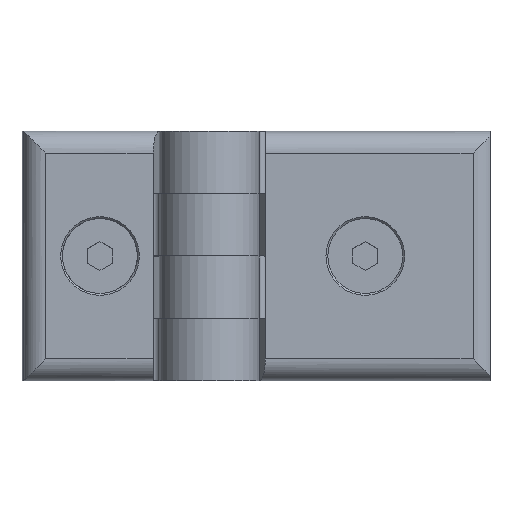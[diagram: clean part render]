
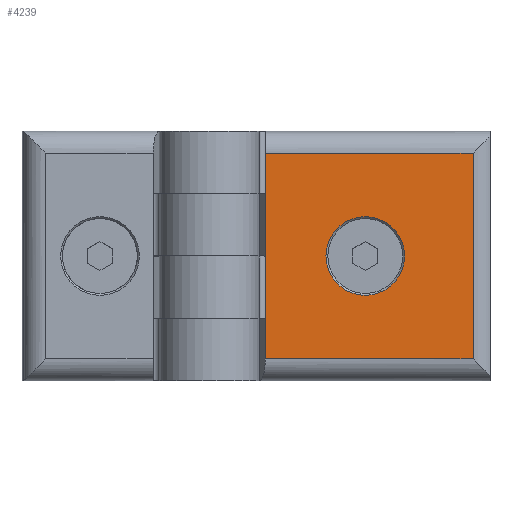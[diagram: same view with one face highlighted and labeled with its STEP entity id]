
A CAD part, top view. The second image highlights one B-rep face of the part: STEP entity #4239.
In plain terms, the highlighted face is planar.
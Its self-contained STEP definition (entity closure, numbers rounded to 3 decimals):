
#56=FACE_BOUND('',#1410,.T.);
#492=LINE('',#6789,#842);
#497=LINE('',#6801,#847);
#498=LINE('',#6803,#848);
#499=LINE('',#6804,#849);
#842=VECTOR('',#5339,1000.);
#847=VECTOR('',#5348,1000.);
#848=VECTOR('',#5349,1000.);
#849=VECTOR('',#5350,1000.);
#1172=FACE_OUTER_BOUND('',#1409,.T.);
#1409=EDGE_LOOP('',(#3062,#3063,#3064,#3065));
#1410=EDGE_LOOP('',(#3066));
#1696=CIRCLE('',#4653,6.3);
#1966=VERTEX_POINT('',#6713);
#1996=VERTEX_POINT('',#6786);
#1997=VERTEX_POINT('',#6788);
#2002=VERTEX_POINT('',#6800);
#2003=VERTEX_POINT('',#6802);
#2378=EDGE_CURVE('',#1966,#1966,#1696,.T.);
#2414=EDGE_CURVE('',#1996,#1997,#492,.T.);
#2420=EDGE_CURVE('',#2002,#1996,#497,.T.);
#2421=EDGE_CURVE('',#2002,#2003,#498,.T.);
#2422=EDGE_CURVE('',#2003,#1997,#499,.T.);
#3062=ORIENTED_EDGE('',*,*,#2414,.F.);
#3063=ORIENTED_EDGE('',*,*,#2420,.F.);
#3064=ORIENTED_EDGE('',*,*,#2421,.T.);
#3065=ORIENTED_EDGE('',*,*,#2422,.T.);
#3066=ORIENTED_EDGE('',*,*,#2378,.T.);
#4102=PLANE('',#4671);
#4239=ADVANCED_FACE('',(#1172,#56),#4102,.F.);
#4653=AXIS2_PLACEMENT_3D('',#6715,#5279,#5280);
#4671=AXIS2_PLACEMENT_3D('',#6799,#5346,#5347);
#5279=DIRECTION('center_axis',(0.,-1.,0.));
#5280=DIRECTION('ref_axis',(0.,0.,-1.));
#5339=DIRECTION('',(0.,0.,-1.));
#5346=DIRECTION('center_axis',(0.,-1.,0.));
#5347=DIRECTION('ref_axis',(0.,0.,-1.));
#5348=DIRECTION('',(-1.,0.,0.));
#5349=DIRECTION('',(0.,0.,-1.));
#5350=DIRECTION('',(-1.,0.,0.));
#6713=CARTESIAN_POINT('',(25.01,-0.5,-6.3));
#6715=CARTESIAN_POINT('Origin',(25.01,-0.5,0.));
#6786=CARTESIAN_POINT('',(8.99,-0.5,16.5));
#6788=CARTESIAN_POINT('',(8.99,-0.5,-16.5));
#6789=CARTESIAN_POINT('',(8.99,-0.5,20.));
#6799=CARTESIAN_POINT('Origin',(45.,-0.5,20.));
#6800=CARTESIAN_POINT('',(42.283,-0.5,16.5));
#6801=CARTESIAN_POINT('',(46.05,-0.5,16.5));
#6802=CARTESIAN_POINT('',(42.283,-0.5,-16.5));
#6803=CARTESIAN_POINT('',(42.283,-0.5,20.));
#6804=CARTESIAN_POINT('',(46.05,-0.5,-16.5));
